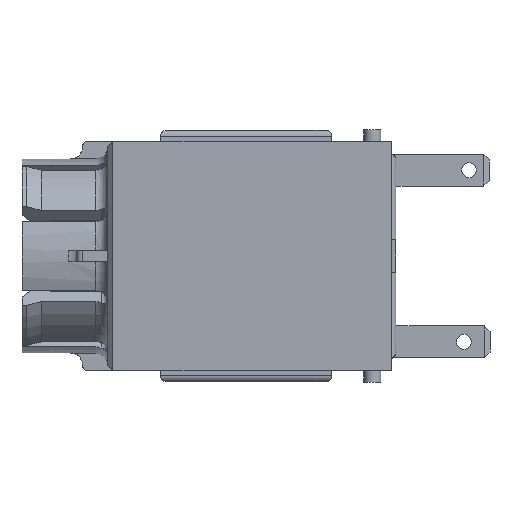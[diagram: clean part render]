
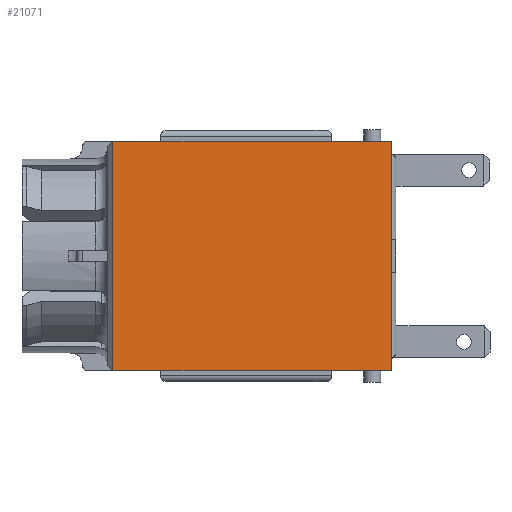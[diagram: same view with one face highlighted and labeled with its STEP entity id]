
A CAD part, left-side view. The second image highlights one B-rep face of the part: STEP entity #21071.
In plain terms, the highlighted planar face has unit normal (-1, 0, 0).
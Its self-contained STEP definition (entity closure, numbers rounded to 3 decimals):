
#738=FACE_OUTER_BOUND('',#1854,.T.);
#1854=EDGE_LOOP('',(#15144,#15145,#15146,#15147,#15148,#15149));
#3055=LINE('',#29460,#5893);
#3224=LINE('',#30963,#6062);
#3225=LINE('',#30964,#6063);
#3237=LINE('',#30999,#6075);
#3238=LINE('',#31001,#6076);
#3258=LINE('',#31107,#6096);
#5893=VECTOR('',#23920,10.);
#6062=VECTOR('',#24481,10.);
#6063=VECTOR('',#24482,10.);
#6075=VECTOR('',#24516,10.);
#6076=VECTOR('',#24517,10.);
#6096=VECTOR('',#24591,10.);
#8680=VERTEX_POINT('',#29454);
#8682=VERTEX_POINT('',#29458);
#8893=VERTEX_POINT('',#30942);
#8900=VERTEX_POINT('',#30961);
#8905=VERTEX_POINT('',#30976);
#8913=VERTEX_POINT('',#31000);
#10866=EDGE_CURVE('',#8680,#8682,#3055,.T.);
#11216=EDGE_CURVE('',#8893,#8900,#3224,.T.);
#11217=EDGE_CURVE('',#8682,#8893,#3225,.T.);
#11235=EDGE_CURVE('',#8680,#8905,#3237,.T.);
#11236=EDGE_CURVE('',#8905,#8913,#3238,.T.);
#11267=EDGE_CURVE('',#8913,#8900,#3258,.T.);
#15144=ORIENTED_EDGE('',*,*,#11267,.F.);
#15145=ORIENTED_EDGE('',*,*,#11236,.F.);
#15146=ORIENTED_EDGE('',*,*,#11235,.F.);
#15147=ORIENTED_EDGE('',*,*,#10866,.T.);
#15148=ORIENTED_EDGE('',*,*,#11217,.T.);
#15149=ORIENTED_EDGE('',*,*,#11216,.T.);
#19986=PLANE('',#22338);
#21071=ADVANCED_FACE('',(#738),#19986,.T.);
#22338=AXIS2_PLACEMENT_3D('',#31116,#24606,#24607);
#23920=DIRECTION('',(0.,0.,1.));
#24481=DIRECTION('',(0.,1.,0.));
#24482=DIRECTION('',(0.,1.,0.));
#24516=DIRECTION('',(0.,1.,0.));
#24517=DIRECTION('',(0.,1.,0.));
#24591=DIRECTION('',(0.,0.,1.));
#24606=DIRECTION('center_axis',(-1.,0.,0.));
#24607=DIRECTION('ref_axis',(0.,1.,0.));
#29454=CARTESIAN_POINT('',(-11.1,0.4,-10.1));
#29458=CARTESIAN_POINT('',(-11.1,0.4,10.1));
#29460=CARTESIAN_POINT('',(-11.1,0.4,-10.1));
#30942=CARTESIAN_POINT('',(-11.1,2.09,10.1));
#30961=CARTESIAN_POINT('',(-11.1,24.9,10.1));
#30963=CARTESIAN_POINT('',(-11.1,23.9,10.1));
#30964=CARTESIAN_POINT('',(-11.1,23.9,10.1));
#30976=CARTESIAN_POINT('',(-11.1,2.09,-10.1));
#30999=CARTESIAN_POINT('',(-11.1,23.9,-10.1));
#31000=CARTESIAN_POINT('',(-11.1,24.9,-10.1));
#31001=CARTESIAN_POINT('',(-11.1,23.9,-10.1));
#31107=CARTESIAN_POINT('',(-11.1,24.9,-5.05));
#31116=CARTESIAN_POINT('Origin',(-11.1,23.9,-10.1));
